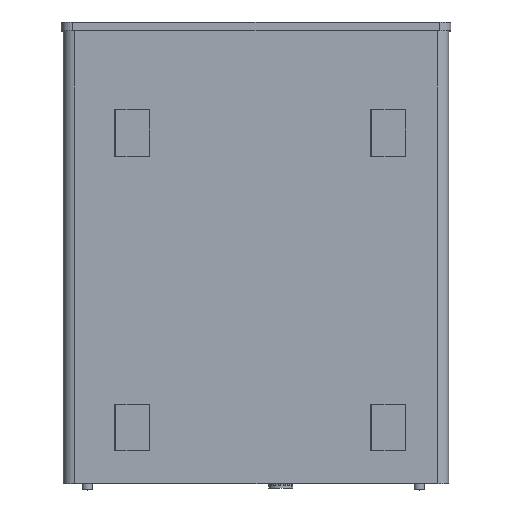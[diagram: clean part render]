
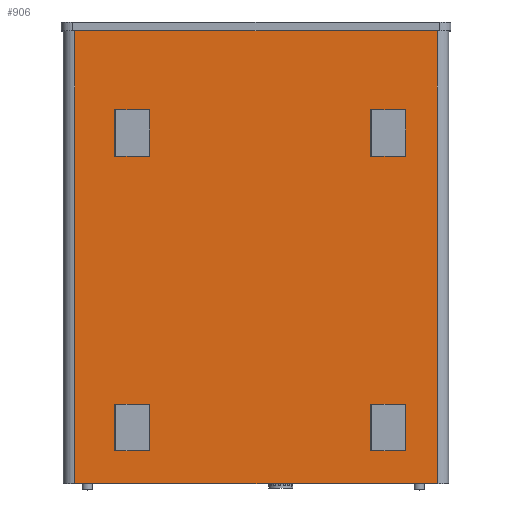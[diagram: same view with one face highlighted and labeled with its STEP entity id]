
A CAD part, top view. The second image highlights one B-rep face of the part: STEP entity #906.
In plain terms, the highlighted planar face has unit normal (0, 0, 1).
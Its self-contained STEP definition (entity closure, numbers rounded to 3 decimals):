
#313=B_SPLINE_CURVE_WITH_KNOTS('',1,(#8129,#8130),.UNSPECIFIED.,.F.,.F.,
(2,2),(10.012,42.084),.UNSPECIFIED.);
#314=B_SPLINE_CURVE_WITH_KNOTS('',1,(#8131,#8132),.UNSPECIFIED.,.F.,.F.,
(2,2),(10.012,42.084),.UNSPECIFIED.);
#321=B_SPLINE_CURVE_WITH_KNOTS('',1,(#8145,#8146),.UNSPECIFIED.,.F.,.F.,
(2,2),(0.,40.128),.UNSPECIFIED.);
#322=B_SPLINE_CURVE_WITH_KNOTS('',1,(#8147,#8148),.UNSPECIFIED.,.F.,.F.,
(2,2),(0.,40.128),.UNSPECIFIED.);
#906=ADVANCED_FACE('',(#1285),#5327,.T.);
#1285=FACE_OUTER_BOUND('',#1672,.T.);
#1672=EDGE_LOOP('',(#2712,#2713,#2714,#2715));
#2712=ORIENTED_EDGE('',*,*,#3928,.T.);
#2713=ORIENTED_EDGE('',*,*,#3920,.T.);
#2714=ORIENTED_EDGE('',*,*,#3929,.F.);
#2715=ORIENTED_EDGE('',*,*,#3921,.F.);
#3920=EDGE_CURVE('',#4902,#4901,#313,.T.);
#3921=EDGE_CURVE('',#4904,#4903,#314,.T.);
#3928=EDGE_CURVE('',#4904,#4902,#321,.T.);
#3929=EDGE_CURVE('',#4903,#4901,#322,.T.);
#4901=VERTEX_POINT('',#8097);
#4902=VERTEX_POINT('',#8098);
#4903=VERTEX_POINT('',#8099);
#4904=VERTEX_POINT('',#8100);
#5327=PLANE('',#5726);
#5726=AXIS2_PLACEMENT_3D('',#8038,#6019,$);
#6019=DIRECTION('',(0.,0.,1.));
#8038=CARTESIAN_POINT('',(0.383,0.,10.216));
#8097=CARTESIAN_POINT('',(33.454,0.,10.216));
#8098=CARTESIAN_POINT('',(1.383,0.,10.216));
#8099=CARTESIAN_POINT('',(33.454,40.128,10.216));
#8100=CARTESIAN_POINT('',(1.383,40.128,10.216));
#8129=CARTESIAN_POINT('',(1.383,0.,10.216));
#8130=CARTESIAN_POINT('',(33.454,0.,10.216));
#8131=CARTESIAN_POINT('',(1.383,40.128,10.216));
#8132=CARTESIAN_POINT('',(33.454,40.128,10.216));
#8145=CARTESIAN_POINT('',(1.383,40.128,10.216));
#8146=CARTESIAN_POINT('',(1.383,0.,10.216));
#8147=CARTESIAN_POINT('',(33.454,40.128,10.216));
#8148=CARTESIAN_POINT('',(33.454,0.,10.216));
